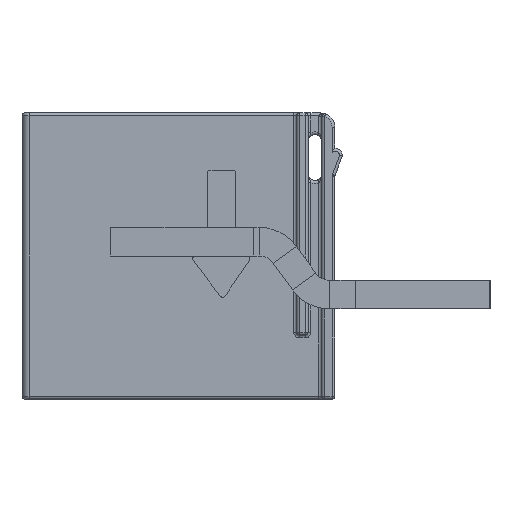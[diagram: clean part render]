
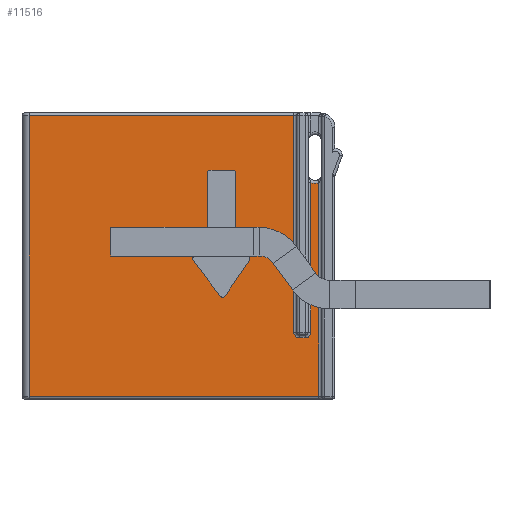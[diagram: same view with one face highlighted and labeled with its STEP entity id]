
A CAD part, left-side view. The second image highlights one B-rep face of the part: STEP entity #11516.
In plain terms, the highlighted planar face has unit normal (-1, 0, 0).
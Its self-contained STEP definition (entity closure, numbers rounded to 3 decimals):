
#9077=CARTESIAN_POINT('',(-94.25,105.,11.7));
#9078=DIRECTION('',(-1.,0.,0.));
#9079=DIRECTION('',(0.,0.,-1.));
#9080=AXIS2_PLACEMENT_3D('',#9077,#9078,#9079);
#9082=CARTESIAN_POINT('',(-94.25,103.3,39.4));
#9083=DIRECTION('',(-1.,0.,0.));
#9084=DIRECTION('',(0.,0.412,-0.911));
#9085=AXIS2_PLACEMENT_3D('',#9082,#9083,#9084);
#9087=CARTESIAN_POINT('',(-94.25,106.,11.7));
#9088=DIRECTION('',(-1.,0.,0.));
#9089=DIRECTION('',(0.,1.,0.));
#9090=AXIS2_PLACEMENT_3D('',#9087,#9088,#9089);
#9092=CARTESIAN_POINT('',(-94.25,122.65,25.5));
#9093=DIRECTION('',(1.,0.,0.));
#9094=DIRECTION('',(0.,-1.,0.));
#9095=AXIS2_PLACEMENT_3D('',#9092,#9093,#9094);
#9097=CARTESIAN_POINT('',(-94.25,124.15,24.5));
#9098=DIRECTION('',(-1.,0.,0.));
#9099=DIRECTION('',(0.,0.,1.));
#9100=AXIS2_PLACEMENT_3D('',#9097,#9098,#9099);
#9102=DIRECTION('',(0.,-0.603,-0.798));
#9103=VECTOR('',#9102,7.814);
#9104=CARTESIAN_POINT('',(-94.25,124.549,24.199));
#9105=LINE('',#9104,#9103);
#9106=CARTESIAN_POINT('',(-94.25,119.439,18.265));
#9107=DIRECTION('',(-1.,0.,0.));
#9108=DIRECTION('',(0.,0.798,-0.603));
#9109=AXIS2_PLACEMENT_3D('',#9106,#9107,#9108);
#9111=DIRECTION('',(0.,-0.567,0.824));
#9112=VECTOR('',#9111,7.568);
#9113=CARTESIAN_POINT('',(-94.25,119.027,17.982));
#9114=LINE('',#9113,#9112);
#9115=CARTESIAN_POINT('',(-94.25,115.15,24.5));
#9116=DIRECTION('',(-1.,0.,0.));
#9117=DIRECTION('',(0.,-0.824,-0.567));
#9118=AXIS2_PLACEMENT_3D('',#9115,#9116,#9117);
#9120=CARTESIAN_POINT('',(-94.25,115.15,24.5));
#9121=DIRECTION('',(-1.,0.,0.));
#9122=DIRECTION('',(0.,-1.,0.));
#9123=AXIS2_PLACEMENT_3D('',#9120,#9121,#9122);
#9125=CARTESIAN_POINT('',(-94.25,116.65,25.5));
#9126=DIRECTION('',(1.,0.,0.));
#9127=DIRECTION('',(0.,0.,-1.));
#9128=AXIS2_PLACEMENT_3D('',#9125,#9126,#9127);
#9130=CARTESIAN_POINT('',(-94.25,117.65,39.5));
#9131=DIRECTION('',(-1.,0.,0.));
#9132=DIRECTION('',(0.,-1.,0.));
#9133=AXIS2_PLACEMENT_3D('',#9130,#9131,#9132);
#9135=CARTESIAN_POINT('',(-94.25,121.65,39.5));
#9136=DIRECTION('',(-1.,0.,0.));
#9137=DIRECTION('',(0.,0.,1.));
#9138=AXIS2_PLACEMENT_3D('',#9135,#9136,#9137);
#9140=DIRECTION('',(0.,0.,-1.));
#9141=VECTOR('',#9140,26.151);
#9142=CARTESIAN_POINT('',(-94.25,104.,37.851));
#9143=LINE('',#9142,#9141);
#9236=DIRECTION('',(0.,0.,1.));
#9237=VECTOR('',#9236,37.351);
#9238=CARTESIAN_POINT('',(-94.25,102.6,0.5));
#9239=LINE('',#9238,#9237);
#9531=DIRECTION('',(0.,1.,0.));
#9532=VECTOR('',#9531,46.25);
#9533=CARTESIAN_POINT('',(-94.25,107.,49.5));
#9534=LINE('',#9533,#9532);
#9629=DIRECTION('',(0.,1.,0.));
#9630=VECTOR('',#9629,1.);
#9631=CARTESIAN_POINT('',(-94.25,105.,10.7));
#9632=LINE('',#9631,#9630);
#9638=DIRECTION('',(0.,0.,1.));
#9639=VECTOR('',#9638,37.8);
#9640=CARTESIAN_POINT('',(-94.25,107.,11.7));
#9641=LINE('',#9640,#9639);
#9657=DIRECTION('',(0.,0.,-1.));
#9658=VECTOR('',#9657,49.);
#9659=CARTESIAN_POINT('',(-94.25,153.25,49.5));
#9660=LINE('',#9659,#9658);
#9676=DIRECTION('',(0.,-1.,0.));
#9677=VECTOR('',#9676,50.65);
#9678=CARTESIAN_POINT('',(-94.25,153.25,0.5));
#9679=LINE('',#9678,#9677);
#10133=DIRECTION('',(0.,0.,1.));
#10134=VECTOR('',#10133,14.);
#10135=CARTESIAN_POINT('',(-94.25,122.15,25.5));
#10136=LINE('',#10135,#10134);
#10141=DIRECTION('',(0.,-1.,0.));
#10142=VECTOR('',#10141,4.);
#10143=CARTESIAN_POINT('',(-94.25,121.65,40.));
#10144=LINE('',#10143,#10142);
#10153=DIRECTION('',(0.,0.,-1.));
#10154=VECTOR('',#10153,14.);
#10155=CARTESIAN_POINT('',(-94.25,117.15,39.5));
#10156=LINE('',#10155,#10154);
#10165=DIRECTION('',(0.,-1.,0.));
#10166=VECTOR('',#10165,1.5);
#10167=CARTESIAN_POINT('',(-94.25,116.65,25.));
#10168=LINE('',#10167,#10166);
#10193=DIRECTION('',(0.,-1.,0.));
#10194=VECTOR('',#10193,1.5);
#10195=CARTESIAN_POINT('',(-94.25,124.15,25.));
#10196=LINE('',#10195,#10194);
#10577=CARTESIAN_POINT('',(-94.25,122.15,25.5));
#10578=CARTESIAN_POINT('',(-94.25,122.15,39.5));
#10579=VERTEX_POINT('',#10577);
#10580=VERTEX_POINT('',#10578);
#10581=CARTESIAN_POINT('',(-94.25,122.65,25.));
#10582=VERTEX_POINT('',#10581);
#10583=CARTESIAN_POINT('',(-94.25,124.15,25.));
#10584=VERTEX_POINT('',#10583);
#10585=CARTESIAN_POINT('',(-94.25,124.549,24.199));
#10586=VERTEX_POINT('',#10585);
#10587=CARTESIAN_POINT('',(-94.25,119.838,17.964));
#10588=VERTEX_POINT('',#10587);
#10589=CARTESIAN_POINT('',(-94.25,119.027,17.982));
#10590=VERTEX_POINT('',#10589);
#10591=CARTESIAN_POINT('',(-94.25,114.738,24.217));
#10592=VERTEX_POINT('',#10591);
#10593=CARTESIAN_POINT('',(-94.25,114.65,24.5));
#10594=VERTEX_POINT('',#10593);
#10595=CARTESIAN_POINT('',(-94.25,115.15,25.));
#10596=VERTEX_POINT('',#10595);
#10597=CARTESIAN_POINT('',(-94.25,116.65,25.));
#10598=VERTEX_POINT('',#10597);
#10599=CARTESIAN_POINT('',(-94.25,117.15,25.5));
#10600=VERTEX_POINT('',#10599);
#10601=CARTESIAN_POINT('',(-94.25,117.15,39.5));
#10602=VERTEX_POINT('',#10601);
#10603=CARTESIAN_POINT('',(-94.25,117.65,40.));
#10604=VERTEX_POINT('',#10603);
#10605=CARTESIAN_POINT('',(-94.25,121.65,40.));
#10606=VERTEX_POINT('',#10605);
#10607=CARTESIAN_POINT('',(-94.25,105.,10.7));
#10608=CARTESIAN_POINT('',(-94.25,104.,11.7));
#10609=VERTEX_POINT('',#10607);
#10610=VERTEX_POINT('',#10608);
#10611=CARTESIAN_POINT('',(-94.25,104.,
37.851));
#10612=VERTEX_POINT('',#10611);
#10613=CARTESIAN_POINT('',(-94.25,102.6,37.851));
#10614=VERTEX_POINT('',#10613);
#10615=CARTESIAN_POINT('',(-94.25,102.6,0.5));
#10616=VERTEX_POINT('',#10615);
#10617=CARTESIAN_POINT('',(-94.25,153.25,0.5));
#10618=VERTEX_POINT('',#10617);
#10619=CARTESIAN_POINT('',(-94.25,153.25,49.5));
#10620=VERTEX_POINT('',#10619);
#10621=CARTESIAN_POINT('',(-94.25,107.,49.5));
#10622=VERTEX_POINT('',#10621);
#10623=CARTESIAN_POINT('',(-94.25,107.,11.7));
#10624=VERTEX_POINT('',#10623);
#10625=CARTESIAN_POINT('',(-94.25,106.,10.7));
#10626=VERTEX_POINT('',#10625);
#11458=CARTESIAN_POINT('',(-94.25,127.925,25.));
#11459=DIRECTION('',(1.,0.,0.));
#11460=DIRECTION('',(0.,1.,0.));
#11461=AXIS2_PLACEMENT_3D('',#11458,#11459,#11460);
#11462=PLANE('',#11461);
#11463=ORIENTED_EDGE('',*,*,#11448,.T.);
#11465=ORIENTED_EDGE('',*,*,#11464,.F.);
#11467=ORIENTED_EDGE('',*,*,#11466,.T.);
#11469=ORIENTED_EDGE('',*,*,#11468,.F.);
#11471=ORIENTED_EDGE('',*,*,#11470,.F.);
#11473=ORIENTED_EDGE('',*,*,#11472,.F.);
#11475=ORIENTED_EDGE('',*,*,#11474,.F.);
#11477=ORIENTED_EDGE('',*,*,#11476,.F.);
#11479=ORIENTED_EDGE('',*,*,#11478,.T.);
#11481=ORIENTED_EDGE('',*,*,#11480,.F.);
#11482=EDGE_LOOP('',(#11463,#11465,#11467,#11469,#11471,#11473,#11475,#11477,
#11479,#11481));
#11483=FACE_OUTER_BOUND('',#11482,.F.);
#11485=ORIENTED_EDGE('',*,*,#11484,.F.);
#11487=ORIENTED_EDGE('',*,*,#11486,.T.);
#11489=ORIENTED_EDGE('',*,*,#11488,.F.);
#11491=ORIENTED_EDGE('',*,*,#11490,.T.);
#11493=ORIENTED_EDGE('',*,*,#11492,.T.);
#11495=ORIENTED_EDGE('',*,*,#11494,.T.);
#11497=ORIENTED_EDGE('',*,*,#11496,.T.);
#11499=ORIENTED_EDGE('',*,*,#11498,.T.);
#11501=ORIENTED_EDGE('',*,*,#11500,.T.);
#11503=ORIENTED_EDGE('',*,*,#11502,.F.);
#11505=ORIENTED_EDGE('',*,*,#11504,.T.);
#11507=ORIENTED_EDGE('',*,*,#11506,.F.);
#11509=ORIENTED_EDGE('',*,*,#11508,.T.);
#11511=ORIENTED_EDGE('',*,*,#11510,.F.);
#11513=ORIENTED_EDGE('',*,*,#11512,.T.);
#11514=EDGE_LOOP('',(#11485,#11487,#11489,#11491,#11493,#11495,#11497,#11499,
#11501,#11503,#11505,#11507,#11509,#11511,#11513));
#11515=FACE_BOUND('',#11514,.F.);
#9081=CIRCLE('',#9080,1.);
#9086=CIRCLE('',#9085,1.7);
#9091=CIRCLE('',#9090,1.);
#9096=CIRCLE('',#9095,0.5);
#9101=CIRCLE('',#9100,0.5);
#9110=CIRCLE('',#9109,0.5);
#9119=CIRCLE('',#9118,0.5);
#9124=CIRCLE('',#9123,0.5);
#9129=CIRCLE('',#9128,0.5);
#9134=CIRCLE('',#9133,0.5);
#9139=CIRCLE('',#9138,0.5);
#11448=EDGE_CURVE('',#10609,#10610,#9081,.T.);
#11464=EDGE_CURVE('',#10612,#10610,#9143,.T.);
#11466=EDGE_CURVE('',#10612,#10614,#9086,.T.);
#11468=EDGE_CURVE('',#10616,#10614,#9239,.T.);
#11470=EDGE_CURVE('',#10618,#10616,#9679,.T.);
#11472=EDGE_CURVE('',#10620,#10618,#9660,.T.);
#11474=EDGE_CURVE('',#10622,#10620,#9534,.T.);
#11476=EDGE_CURVE('',#10624,#10622,#9641,.T.);
#11478=EDGE_CURVE('',#10624,#10626,#9091,.T.);
#11480=EDGE_CURVE('',#10609,#10626,#9632,.T.);
#11484=EDGE_CURVE('',#10579,#10580,#10136,.T.);
#11486=EDGE_CURVE('',#10579,#10582,#9096,.T.);
#11488=EDGE_CURVE('',#10584,#10582,#10196,.T.);
#11490=EDGE_CURVE('',#10584,#10586,#9101,.T.);
#11492=EDGE_CURVE('',#10586,#10588,#9105,.T.);
#11494=EDGE_CURVE('',#10588,#10590,#9110,.T.);
#11496=EDGE_CURVE('',#10590,#10592,#9114,.T.);
#11498=EDGE_CURVE('',#10592,#10594,#9119,.T.);
#11500=EDGE_CURVE('',#10594,#10596,#9124,.T.);
#11502=EDGE_CURVE('',#10598,#10596,#10168,.T.);
#11504=EDGE_CURVE('',#10598,#10600,#9129,.T.);
#11506=EDGE_CURVE('',#10602,#10600,#10156,.T.);
#11508=EDGE_CURVE('',#10602,#10604,#9134,.T.);
#11510=EDGE_CURVE('',#10606,#10604,#10144,.T.);
#11512=EDGE_CURVE('',#10606,#10580,#9139,.T.);
#11516=ADVANCED_FACE('',(#11483,#11515),#11462,.F.);
